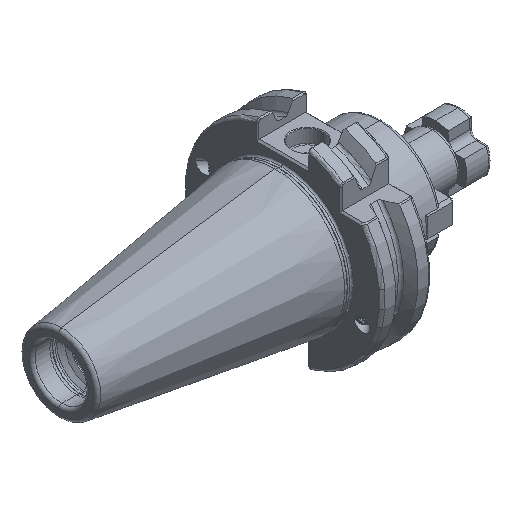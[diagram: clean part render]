
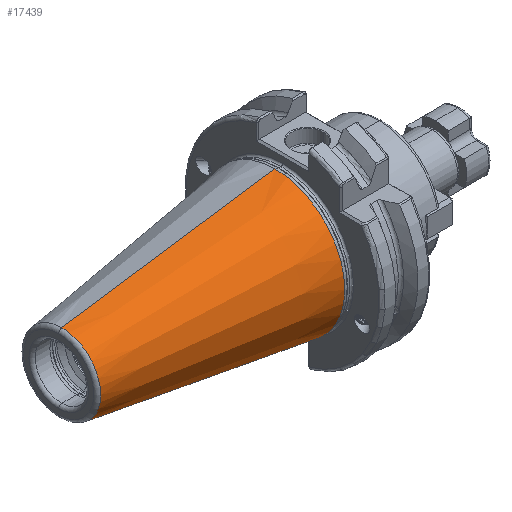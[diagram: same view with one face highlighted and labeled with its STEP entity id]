
A CAD part, isometric view. The second image highlights one B-rep face of the part: STEP entity #17439.
In plain terms, the highlighted conical face has half-angle 8.297 degrees and reference radius 22.692 mm.
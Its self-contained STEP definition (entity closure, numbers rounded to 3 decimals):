
#1455 = EDGE_CURVE ( 'NONE', #12790, #12763, #12199, .T. ) ;
#1477 = EDGE_CURVE ( 'NONE', #12755, #12794, #11591, .T. ) ;
#5206 = EDGE_CURVE ( 'NONE', #12790, #12755, #7136, .T. ) ;
#5251 = EDGE_CURVE ( 'NONE', #12763, #12794, #7213, .T. ) ;
#6387 = CONICAL_SURFACE ( 'NONE', #16907, 22.692, 0.145 ) ;
#6464 = FACE_OUTER_BOUND ( 'NONE', #20125, .T. ) ;
#7136 = LINE ( 'NONE', #14313, #7138 ) ;
#7138 = VECTOR ( 'NONE', #14315, 1000. ) ;
#7187 = VECTOR ( 'NONE', #14484, 1000. ) ;
#7213 = LINE ( 'NONE', #14470, #7187 ) ;
#9920 = CARTESIAN_POINT ( 'NONE',  ( 0., 0., 0. ) ) ;
#9926 = DIRECTION ( 'NONE',  ( 1., 0., 0. ) ) ;
#9950 = DIRECTION ( 'NONE',  ( 0., 0., -1. ) ) ;
#11591 = CIRCLE ( 'NONE', #16427, 22.327 ) ;
#12199 = CIRCLE ( 'NONE', #16461, 12.4 ) ;
#12755 = VERTEX_POINT ( 'NONE', #14770 ) ;
#12763 = VERTEX_POINT ( 'NONE', #14784 ) ;
#12790 = VERTEX_POINT ( 'NONE', #14850 ) ;
#12794 = VERTEX_POINT ( 'NONE', #14854 ) ;
#14313 = CARTESIAN_POINT ( 'NONE',  ( 0., 0., 22.692 ) ) ;
#14315 = DIRECTION ( 'NONE',  ( 0.99, 0., 0.144 ) ) ;
#14470 = CARTESIAN_POINT ( 'NONE',  ( 0., 0., -22.692 ) ) ;
#14484 = DIRECTION ( 'NONE',  ( 0.99, 0., -0.144 ) ) ;
#14770 = CARTESIAN_POINT ( 'NONE',  ( -2.5, 0., 22.327 ) ) ;
#14784 = CARTESIAN_POINT ( 'NONE',  ( -70.573, 0., -12.4 ) ) ;
#14850 = CARTESIAN_POINT ( 'NONE',  ( -70.573, 0., 12.4 ) ) ;
#14854 = CARTESIAN_POINT ( 'NONE',  ( -2.5, 0., -22.327 ) ) ;
#15740 = ORIENTED_EDGE ( 'NONE', *, *, #1455, .T. ) ;
#15763 = ORIENTED_EDGE ( 'NONE', *, *, #1477, .F. ) ;
#15816 = ORIENTED_EDGE ( 'NONE', *, *, #5206, .F. ) ;
#15819 = ORIENTED_EDGE ( 'NONE', *, *, #5251, .T. ) ;
#16427 = AXIS2_PLACEMENT_3D ( 'NONE', #26068, #26076, #26173 ) ;
#16461 = AXIS2_PLACEMENT_3D ( 'NONE', #25609, #25618, #25553 ) ;
#16907 = AXIS2_PLACEMENT_3D ( 'NONE', #9920, #9926, #9950 ) ;
#17439 = ADVANCED_FACE ( 'NONE', ( #6464 ), #6387, .T. ) ;
#20125 = EDGE_LOOP ( 'NONE', ( #15816, #15740, #15819, #15763 ) ) ;
#25553 = DIRECTION ( 'NONE',  ( 0., 0., 1. ) ) ;
#25609 = CARTESIAN_POINT ( 'NONE',  ( -70.573, 0., 0. ) ) ;
#25618 = DIRECTION ( 'NONE',  ( 1., 0., 0. ) ) ;
#26068 = CARTESIAN_POINT ( 'NONE',  ( -2.5, 0., 0. ) ) ;
#26076 = DIRECTION ( 'NONE',  ( 1., 0., 0. ) ) ;
#26173 = DIRECTION ( 'NONE',  ( 0., 0., -1. ) ) ;
